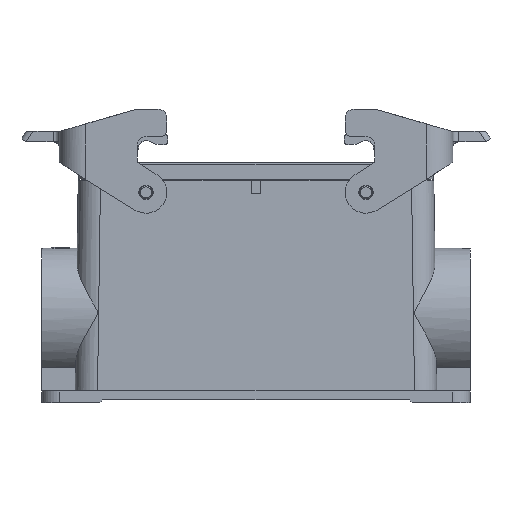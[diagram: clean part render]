
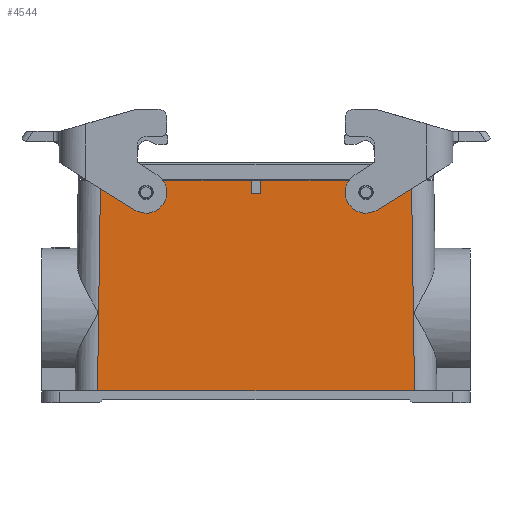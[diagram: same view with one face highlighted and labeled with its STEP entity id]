
A CAD part, front view. The second image highlights one B-rep face of the part: STEP entity #4544.
In plain terms, the highlighted planar face has unit normal (0, -1, 0.011).
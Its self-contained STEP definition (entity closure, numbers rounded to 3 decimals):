
#2694=PLANE('',#11219);
#2960=LINE('',#14685,#3699);
#2961=LINE('',#14688,#3700);
#2962=LINE('',#14690,#3701);
#2963=LINE('',#14692,#3702);
#2964=LINE('',#14694,#3703);
#2965=LINE('',#14696,#3704);
#2966=LINE('',#14698,#3705);
#2967=LINE('',#14700,#3706);
#3699=VECTOR('',#12134,1.);
#3700=VECTOR('',#12135,1.);
#3701=VECTOR('',#12136,1.);
#3702=VECTOR('',#12137,1.);
#3703=VECTOR('',#12138,1.);
#3704=VECTOR('',#12139,1.);
#3705=VECTOR('',#12140,1.);
#3706=VECTOR('',#12141,1.);
#4440=ELLIPSE('',#11217,3.5,3.5);
#4441=ELLIPSE('',#11218,3.5,3.5);
#4544=ADVANCED_FACE('',(#5222,#5223,#5224),#2694,.T.);
#5222=FACE_BOUND('',#5397,.T.);
#5223=FACE_BOUND('',#5398,.T.);
#5224=FACE_BOUND('',#5399,.T.);
#5397=EDGE_LOOP('',(#5987));
#5398=EDGE_LOOP('',(#5988));
#5399=EDGE_LOOP('',(#5989,#5990,#5991,#5992,#5993,#5994,#5995,#5996));
#5987=ORIENTED_EDGE('',*,*,#9285,.F.);
#5988=ORIENTED_EDGE('',*,*,#9286,.F.);
#5989=ORIENTED_EDGE('',*,*,#9287,.F.);
#5990=ORIENTED_EDGE('',*,*,#9288,.F.);
#5991=ORIENTED_EDGE('',*,*,#9289,.T.);
#5992=ORIENTED_EDGE('',*,*,#9290,.F.);
#5993=ORIENTED_EDGE('',*,*,#9291,.T.);
#5994=ORIENTED_EDGE('',*,*,#9292,.F.);
#5995=ORIENTED_EDGE('',*,*,#9293,.F.);
#5996=ORIENTED_EDGE('',*,*,#9294,.F.);
#8459=VERTEX_POINT('',#14682);
#8460=VERTEX_POINT('',#14684);
#8461=VERTEX_POINT('',#14686);
#8462=VERTEX_POINT('',#14687);
#8463=VERTEX_POINT('',#14689);
#8464=VERTEX_POINT('',#14691);
#8465=VERTEX_POINT('',#14693);
#8466=VERTEX_POINT('',#14695);
#8467=VERTEX_POINT('',#14697);
#8468=VERTEX_POINT('',#14699);
#9285=EDGE_CURVE('',#8459,#8459,#4440,.T.);
#9286=EDGE_CURVE('',#8460,#8460,#4441,.T.);
#9287=EDGE_CURVE('',#8461,#8462,#2960,.T.);
#9288=EDGE_CURVE('',#8463,#8461,#2961,.T.);
#9289=EDGE_CURVE('',#8463,#8464,#2962,.T.);
#9290=EDGE_CURVE('',#8465,#8464,#2963,.T.);
#9291=EDGE_CURVE('',#8465,#8466,#2964,.T.);
#9292=EDGE_CURVE('',#8467,#8466,#2965,.T.);
#9293=EDGE_CURVE('',#8468,#8467,#2966,.T.);
#9294=EDGE_CURVE('',#8462,#8468,#2967,.T.);
#11217=AXIS2_PLACEMENT_3D('',#14681,#12130,#12131);
#11218=AXIS2_PLACEMENT_3D('',#14683,#12132,#12133);
#11219=AXIS2_PLACEMENT_3D('',#14701,#12142,#12143);
#12130=DIRECTION('',(0.,-1.,0.011));
#12131=DIRECTION('',(0.,-0.011,-1.));
#12132=DIRECTION('',(0.,-1.,0.011));
#12133=DIRECTION('',(0.,-0.011,-1.));
#12134=DIRECTION('',(0.,-0.011,-1.));
#12135=DIRECTION('',(1.,0.,0.));
#12136=DIRECTION('',(-0.014,-0.011,-1.));
#12137=DIRECTION('',(-1.,0.,0.));
#12138=DIRECTION('',(-0.014,0.011,1.));
#12139=DIRECTION('',(1.,0.,0.));
#12140=DIRECTION('',(0.,0.011,1.));
#12141=DIRECTION('',(1.,0.,0.));
#12142=DIRECTION('',(0.,-1.,0.011));
#12143=DIRECTION('',(1.,0.,0.));
#14681=CARTESIAN_POINT('',(37.,-21.547,1.55));
#14682=CARTESIAN_POINT('',(37.,-21.586,-1.95));
#14683=CARTESIAN_POINT('',(-37.,-21.547,1.55));
#14684=CARTESIAN_POINT('',(-37.,-21.586,-1.95));
#14685=CARTESIAN_POINT('',(-1.6,-21.5,5.714));
#14686=CARTESIAN_POINT('',(-1.6,-21.5,5.7));
#14687=CARTESIAN_POINT('',(-1.6,-21.553,1.015));
#14688=CARTESIAN_POINT('',(59.8,-21.5,5.7));
#14689=CARTESIAN_POINT('',(-52.3,-21.5,5.7));
#14690=CARTESIAN_POINT('',(-53.302,-22.301,-65.356));
#14691=CARTESIAN_POINT('',(-53.3,-22.3,-65.25));
#14692=CARTESIAN_POINT('',(72.,-22.3,-65.25));
#14693=CARTESIAN_POINT('',(53.3,-22.3,-65.25));
#14694=CARTESIAN_POINT('',(52.302,-21.501,5.594));
#14695=CARTESIAN_POINT('',(52.3,-21.5,5.7));
#14696=CARTESIAN_POINT('',(59.8,-21.5,5.7));
#14697=CARTESIAN_POINT('',(1.6,-21.5,5.7));
#14698=CARTESIAN_POINT('',(1.6,-21.553,1.015));
#14699=CARTESIAN_POINT('',(1.6,-21.553,1.015));
#14700=CARTESIAN_POINT('',(-1.6,-21.553,1.015));
#14701=CARTESIAN_POINT('',(0.,-22.3,-65.25));
